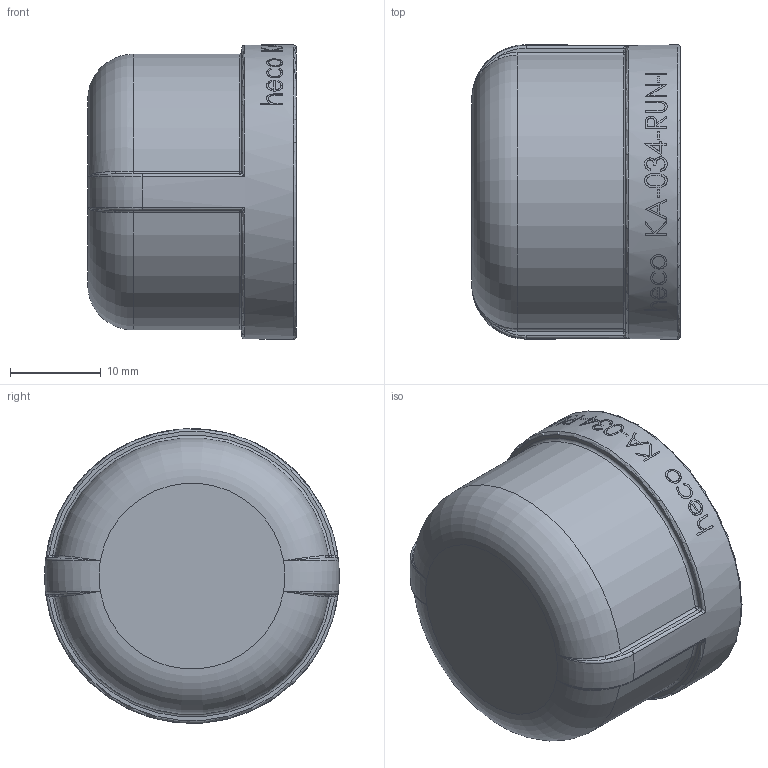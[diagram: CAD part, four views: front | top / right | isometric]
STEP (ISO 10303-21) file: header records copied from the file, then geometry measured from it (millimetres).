
FILE_DESCRIPTION (( 'STEP AP214' ), '1' );
FILE_NAME ('KA-034-RUN-I 2310.STEP', '2023-10-16T11:47:48', ( '' ), ( '' ), 'SwSTEP 2.0', 'SolidWorks 2019', '' );
FILE_SCHEMA (( 'AUTOMOTIVE_DESIGN' ));
Length unit declared in the file: millimetre
Products named in the file (1): KA-034-RUN-I 2310
Bounding box: 23 x 32.49 x 32.48 mm (x, y, z)
Volume: 6791.5 mm3; surface area: 5328.1 mm2
Topology: 1 solids, 1 shells, 249 faces, 632 edges, 401 vertices
Faces by surface type: bspline 110, plane 84, cylinder 39, torus 10, sphere 4, cone 2
Full cylindrical faces by diameter (mm): 24.117 x1, 26.641 x1, 32.5 x1
Entity records: 18824 total; most frequent: CARTESIAN_POINT 11854, ORIENTED_EDGE 1226, DIRECTION 652, EDGE_CURVE 613, VERTEX_POINT 397, B_SPLINE_CURVE_WITH_KNOTS 360, EDGE_LOOP 280, AXIS2_PLACEMENT_3D 259
